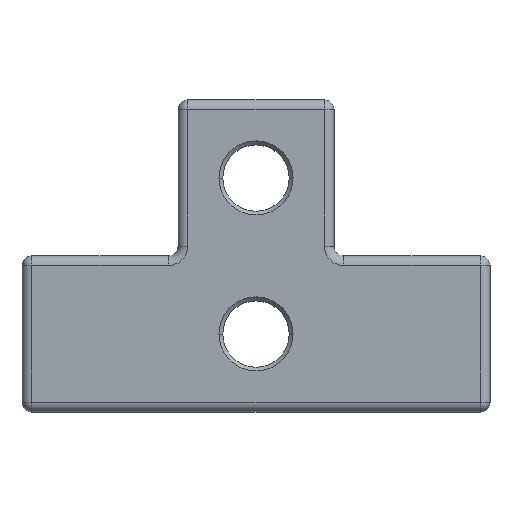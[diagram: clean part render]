
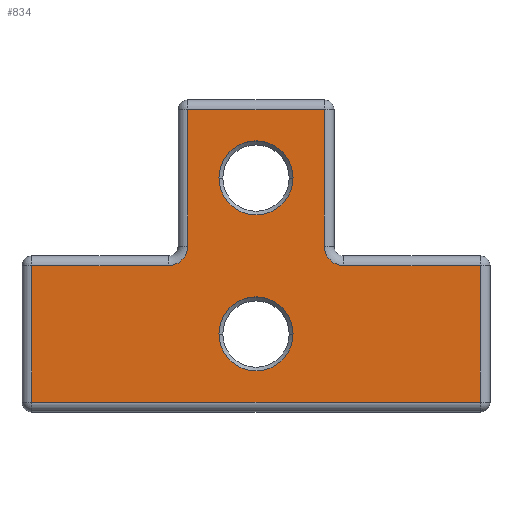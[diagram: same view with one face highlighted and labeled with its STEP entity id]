
A CAD part, top view. The second image highlights one B-rep face of the part: STEP entity #834.
In plain terms, the highlighted planar face has unit normal (0, 0, 1).
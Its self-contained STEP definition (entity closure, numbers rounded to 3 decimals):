
#58 = LINE ( 'NONE', #716, #1411 ) ;
#95 = VERTEX_POINT ( 'NONE', #1908 ) ;
#99 = EDGE_CURVE ( 'NONE', #204, #863, #1755, .T. ) ;
#109 = VERTEX_POINT ( 'NONE', #211 ) ;
#117 = CARTESIAN_POINT ( 'NONE',  ( -11.5, 7.5, 8. ) ) ;
#144 = FACE_BOUND ( 'NONE', #655, .T. ) ;
#204 = VERTEX_POINT ( 'NONE', #605 ) ;
#211 = CARTESIAN_POINT ( 'NONE',  ( 1.9, 4., 8. ) ) ;
#221 = DIRECTION ( 'NONE',  ( 0., 0., 1. ) ) ;
#224 = CARTESIAN_POINT ( 'NONE',  ( -3.5, 8., 8. ) ) ;
#235 = VERTEX_POINT ( 'NONE', #1387 ) ;
#278 = DIRECTION ( 'NONE',  ( 0., -1., 0. ) ) ;
#299 = DIRECTION ( 'NONE',  ( 0., 0., 1. ) ) ;
#305 = FACE_OUTER_BOUND ( 'NONE', #932, .T. ) ;
#332 = DIRECTION ( 'NONE',  ( 1., 0., 0. ) ) ;
#357 = VERTEX_POINT ( 'NONE', #501 ) ;
#378 = VECTOR ( 'NONE', #1640, 1000. ) ;
#434 = EDGE_CURVE ( 'NONE', #95, #357, #1322, .T. ) ;
#453 = CARTESIAN_POINT ( 'NONE',  ( 0., 0., 8. ) ) ;
#459 = VERTEX_POINT ( 'NONE', #1494 ) ;
#466 = CARTESIAN_POINT ( 'NONE',  ( 4., 7.5, 8. ) ) ;
#484 = CARTESIAN_POINT ( 'NONE',  ( -12., 7.5, 8. ) ) ;
#495 = EDGE_CURVE ( 'NONE', #631, #95, #1246, .T. ) ;
#501 = CARTESIAN_POINT ( 'NONE',  ( 11.5, 0.5, 8. ) ) ;
#552 = EDGE_CURVE ( 'NONE', #863, #204, #1196, .T. ) ;
#583 = VECTOR ( 'NONE', #1020, 1000. ) ;
#605 = CARTESIAN_POINT ( 'NONE',  ( -1.9, 12., 8. ) ) ;
#616 = ORIENTED_EDGE ( 'NONE', *, *, #1282, .F. ) ;
#620 = DIRECTION ( 'NONE',  ( 1., 0., 0. ) ) ;
#624 = EDGE_CURVE ( 'NONE', #109, #678, #1699, .T. ) ;
#631 = VERTEX_POINT ( 'NONE', #117 ) ;
#638 = CARTESIAN_POINT ( 'NONE',  ( 3.5, 8.5, 8. ) ) ;
#655 = EDGE_LOOP ( 'NONE', ( #1122, #963 ) ) ;
#665 = ORIENTED_EDGE ( 'NONE', *, *, #806, .T. ) ;
#672 = VECTOR ( 'NONE', #1082, 1000. ) ;
#675 = CARTESIAN_POINT ( 'NONE',  ( -4., 15.5, 8. ) ) ;
#676 = VECTOR ( 'NONE', #1910, 1000. ) ;
#678 = VERTEX_POINT ( 'NONE', #1527 ) ;
#692 = VERTEX_POINT ( 'NONE', #638 ) ;
#700 = CARTESIAN_POINT ( 'NONE',  ( 0., 4., 8. ) ) ;
#714 = CIRCLE ( 'NONE', #1874, 1. ) ;
#716 = CARTESIAN_POINT ( 'NONE',  ( 3.5, 16., 8. ) ) ;
#732 = ORIENTED_EDGE ( 'NONE', *, *, #1351, .T. ) ;
#762 = LINE ( 'NONE', #484, #1927 ) ;
#784 = AXIS2_PLACEMENT_3D ( 'NONE', #971, #822, #1285 ) ;
#786 = PLANE ( 'NONE',  #1466 ) ;
#787 = AXIS2_PLACEMENT_3D ( 'NONE', #930, #1404, #620 ) ;
#792 = CARTESIAN_POINT ( 'NONE',  ( 0., 4., 8. ) ) ;
#799 = ORIENTED_EDGE ( 'NONE', *, *, #1926, .T. ) ;
#805 = VERTEX_POINT ( 'NONE', #1573 ) ;
#806 = EDGE_CURVE ( 'NONE', #1595, #631, #762, .T. ) ;
#809 = CARTESIAN_POINT ( 'NONE',  ( 4.5, 7.5, 8. ) ) ;
#817 = CARTESIAN_POINT ( 'NONE',  ( -4.5, 8.5, 8. ) ) ;
#822 = DIRECTION ( 'NONE',  ( 0., 0., 1. ) ) ;
#826 = EDGE_CURVE ( 'NONE', #1756, #870, #2019, .T. ) ;
#834 = ADVANCED_FACE ( 'NONE', ( #305, #1563, #144 ), #786, .T. ) ;
#863 = VERTEX_POINT ( 'NONE', #1132 ) ;
#870 = VERTEX_POINT ( 'NONE', #809 ) ;
#873 = ORIENTED_EDGE ( 'NONE', *, *, #1803, .T. ) ;
#884 = VECTOR ( 'NONE', #1228, 1000. ) ;
#913 = CIRCLE ( 'NONE', #1203, 1.9 ) ;
#928 = CARTESIAN_POINT ( 'NONE',  ( 11.5, 7.5, 8. ) ) ;
#930 = CARTESIAN_POINT ( 'NONE',  ( 0., 12., 8. ) ) ;
#932 = EDGE_LOOP ( 'NONE', ( #732, #965, #1692, #873, #1583, #799, #616, #665, #1149, #1981 ) ) ;
#950 = CIRCLE ( 'NONE', #1440, 1. ) ;
#963 = ORIENTED_EDGE ( 'NONE', *, *, #99, .F. ) ;
#965 = ORIENTED_EDGE ( 'NONE', *, *, #826, .T. ) ;
#971 = CARTESIAN_POINT ( 'NONE',  ( 0., 12., 8. ) ) ;
#975 = DIRECTION ( 'NONE',  ( 0., 0., 1. ) ) ;
#992 = EDGE_LOOP ( 'NONE', ( #1134, #1004 ) ) ;
#997 = VECTOR ( 'NONE', #278, 1000. ) ;
#1004 = ORIENTED_EDGE ( 'NONE', *, *, #1517, .F. ) ;
#1020 = DIRECTION ( 'NONE',  ( 0., -1., 0. ) ) ;
#1082 = DIRECTION ( 'NONE',  ( -1., 0., 0. ) ) ;
#1084 = DIRECTION ( 'NONE',  ( 1., 0., 0. ) ) ;
#1100 = DIRECTION ( 'NONE',  ( -1., 0., 0. ) ) ;
#1122 = ORIENTED_EDGE ( 'NONE', *, *, #552, .F. ) ;
#1132 = CARTESIAN_POINT ( 'NONE',  ( 1.9, 12., 8. ) ) ;
#1134 = ORIENTED_EDGE ( 'NONE', *, *, #624, .F. ) ;
#1149 = ORIENTED_EDGE ( 'NONE', *, *, #495, .T. ) ;
#1193 = LINE ( 'NONE', #1543, #884 ) ;
#1196 = CIRCLE ( 'NONE', #787, 1.9 ) ;
#1203 = AXIS2_PLACEMENT_3D ( 'NONE', #700, #221, #1976 ) ;
#1228 = DIRECTION ( 'NONE',  ( 0., 1., 0. ) ) ;
#1236 = EDGE_CURVE ( 'NONE', #459, #235, #1261, .T. ) ;
#1246 = LINE ( 'NONE', #2016, #997 ) ;
#1261 = LINE ( 'NONE', #675, #676 ) ;
#1282 = EDGE_CURVE ( 'NONE', #1595, #805, #714, .T. ) ;
#1285 = DIRECTION ( 'NONE',  ( 1., 0., 0. ) ) ;
#1322 = LINE ( 'NONE', #1982, #378 ) ;
#1351 = EDGE_CURVE ( 'NONE', #357, #1756, #1193, .T. ) ;
#1365 = EDGE_CURVE ( 'NONE', #692, #870, #950, .T. ) ;
#1387 = CARTESIAN_POINT ( 'NONE',  ( -3.5, 15.5, 8. ) ) ;
#1395 = DIRECTION ( 'NONE',  ( 0., 1., 0. ) ) ;
#1404 = DIRECTION ( 'NONE',  ( 0., 0., 1. ) ) ;
#1411 = VECTOR ( 'NONE', #1395, 1000. ) ;
#1440 = AXIS2_PLACEMENT_3D ( 'NONE', #1758, #1925, #1462 ) ;
#1462 = DIRECTION ( 'NONE',  ( 1., 0., 0. ) ) ;
#1466 = AXIS2_PLACEMENT_3D ( 'NONE', #453, #299, #1084 ) ;
#1494 = CARTESIAN_POINT ( 'NONE',  ( 3.5, 15.5, 8. ) ) ;
#1517 = EDGE_CURVE ( 'NONE', #678, #109, #913, .T. ) ;
#1527 = CARTESIAN_POINT ( 'NONE',  ( -1.9, 4., 8. ) ) ;
#1534 = DIRECTION ( 'NONE',  ( 1., 0., 0. ) ) ;
#1543 = CARTESIAN_POINT ( 'NONE',  ( 11.5, 8., 8. ) ) ;
#1563 = FACE_BOUND ( 'NONE', #992, .T. ) ;
#1573 = CARTESIAN_POINT ( 'NONE',  ( -3.5, 8.5, 8. ) ) ;
#1583 = ORIENTED_EDGE ( 'NONE', *, *, #1236, .T. ) ;
#1595 = VERTEX_POINT ( 'NONE', #1655 ) ;
#1640 = DIRECTION ( 'NONE',  ( 1., 0., 0. ) ) ;
#1655 = CARTESIAN_POINT ( 'NONE',  ( -4.5, 7.5, 8. ) ) ;
#1692 = ORIENTED_EDGE ( 'NONE', *, *, #1365, .F. ) ;
#1699 = CIRCLE ( 'NONE', #1867, 1.9 ) ;
#1731 = DIRECTION ( 'NONE',  ( 0., 0., 1. ) ) ;
#1755 = CIRCLE ( 'NONE', #784, 1.9 ) ;
#1756 = VERTEX_POINT ( 'NONE', #928 ) ;
#1758 = CARTESIAN_POINT ( 'NONE',  ( 4.5, 8.5, 8. ) ) ;
#1781 = LINE ( 'NONE', #224, #583 ) ;
#1803 = EDGE_CURVE ( 'NONE', #692, #459, #58, .T. ) ;
#1867 = AXIS2_PLACEMENT_3D ( 'NONE', #792, #1731, #1534 ) ;
#1874 = AXIS2_PLACEMENT_3D ( 'NONE', #817, #975, #332 ) ;
#1908 = CARTESIAN_POINT ( 'NONE',  ( -11.5, 0.5, 8. ) ) ;
#1910 = DIRECTION ( 'NONE',  ( -1., 0., 0. ) ) ;
#1925 = DIRECTION ( 'NONE',  ( 0., 0., 1. ) ) ;
#1926 = EDGE_CURVE ( 'NONE', #235, #805, #1781, .T. ) ;
#1927 = VECTOR ( 'NONE', #1100, 1000. ) ;
#1976 = DIRECTION ( 'NONE',  ( 1., 0., 0. ) ) ;
#1981 = ORIENTED_EDGE ( 'NONE', *, *, #434, .T. ) ;
#1982 = CARTESIAN_POINT ( 'NONE',  ( 12., 0.5, 8. ) ) ;
#2016 = CARTESIAN_POINT ( 'NONE',  ( -11.5, 0., 8. ) ) ;
#2019 = LINE ( 'NONE', #466, #672 ) ;
